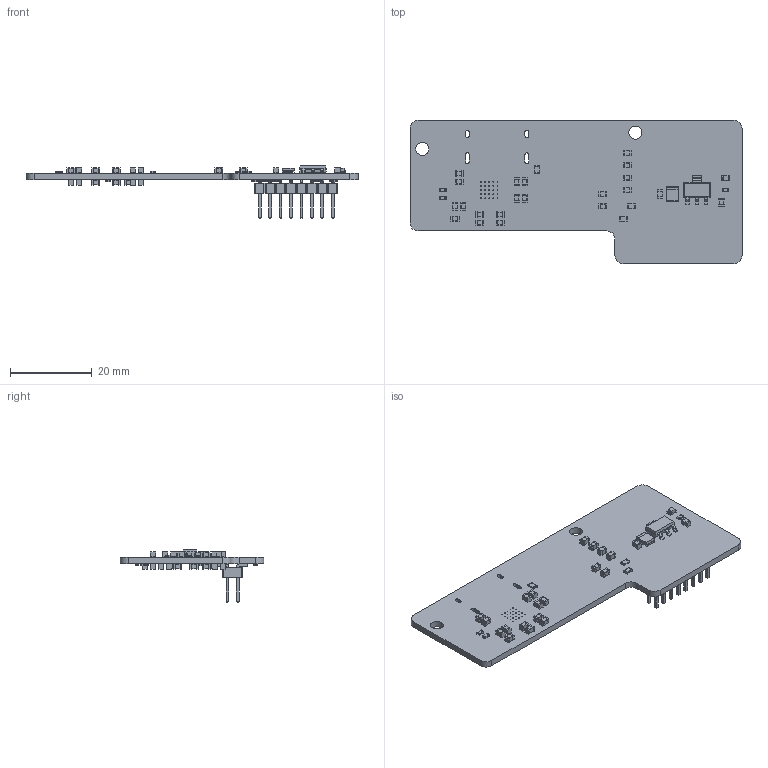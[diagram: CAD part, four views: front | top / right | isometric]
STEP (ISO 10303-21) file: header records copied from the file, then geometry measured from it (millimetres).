
FILE_DESCRIPTION(('KiCad electronic assembly'),'2;1');
FILE_NAME('VERA-XE-HDMI-Expansion.step','2025-10-17T13:38:42',( 'An Author'),('A Company'),'Open CASCADE STEP processor 7.5', 'KiCad to STEP converter','Unknown');
FILE_SCHEMA(('AUTOMOTIVE_DESIGN { 1 0 10303 214 1 1 1 1 }'));
Length unit declared in the file: millimetre
Products named in the file (18): Open CASCADE STEP translator 7.5 1; C_0805_2012Metric; SOLID; CP_EIA-3528-12_Kemet-T; L_0805_2012Metric; R_0805_2012Metric; R_0603_1608Metric; SOT-223; LED_0805_2012Metric; PinHeader_2x08_P2.54mm_Vertical_SMD; COMPOUND
Assembly tree (67 placements, depth 3):
  Open CASCADE STEP translator 7.5 1
    C_0805_2012Metric  x33
      SOLID
    CP_EIA-3528-12_Kemet-T
      SOLID
    L_0805_2012Metric  x4
      SOLID
    R_0805_2012Metric  x12
      SOLID
    R_0603_1608Metric  x5
      SOLID
    SOT-223
      SOLID
    LED_0805_2012Metric
      SOLID
    PinHeader_2x08_P2.54mm_Vertical_SMD
      SOLID
    COMPOUND
Bounding box: 81 x 35 x 12.7 mm (x, y, z)
Volume: 4341.8 mm3; surface area: 6708 mm2
Topology: 59 solids, 59 shells, 2091 faces, 5356 edges, 3492 vertices
Faces by surface type: plane 1402, cylinder 665, bspline 24
Full cylindrical faces by diameter (mm): 0.2 x25, 3.2 x2
Entity records: 51599 total; most frequent: CARTESIAN_POINT 9213, DIRECTION 7050, LINE 4838, VECTOR 4838, ORIENTED_EDGE 3632, PCURVE 3632, DEFINITIONAL_REPRESENTATION 3632, EDGE_CURVE 1816
